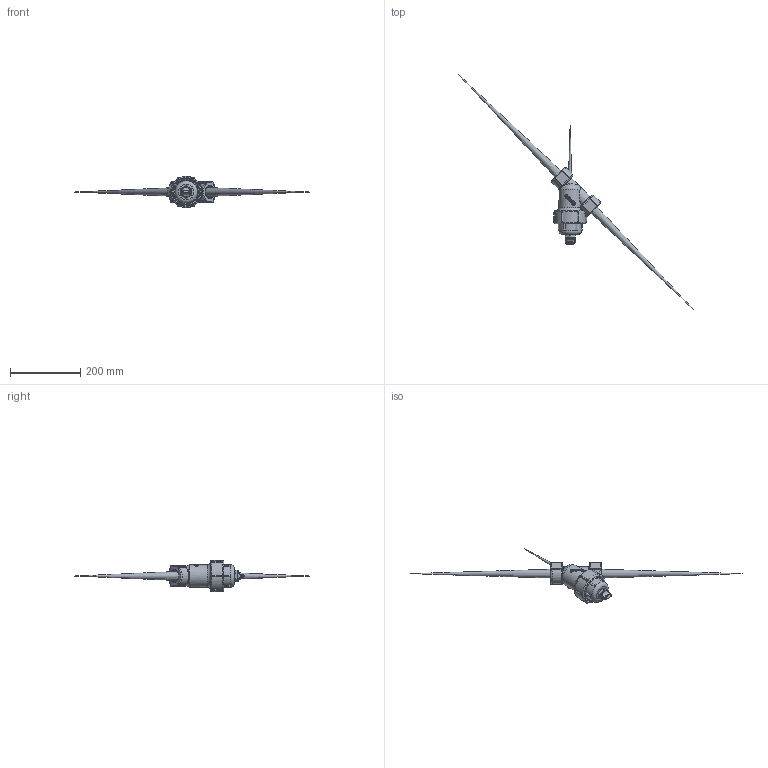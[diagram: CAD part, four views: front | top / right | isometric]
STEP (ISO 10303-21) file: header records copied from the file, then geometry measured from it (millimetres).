
FILE_DESCRIPTION(/* description */ ('1"LINE STRAINER 20 MESH SCREEN'),/* implementation_level */ '2;1');
FILE_NAME(/* name */ 'LS100-20.stp',/* time_stamp */ '2018-07-31T15:38:45-04:00',/* author */ ('MJC'),/* organization */ (''),/* preprocessor_version */ 'ST-DEVELOPER v17',/* originating_system */ 'Autodesk Inventor 2018',/* authorisation */ '');
FILE_SCHEMA (('AUTOMOTIVE_DESIGN { 1 0 10303 214 3 1 1 }'));
Products named in the file (10): LS100-20; LS100-B; LS120; LS100-G; LS100-C1; LS100XC1; 12777; UV15163; LST1200D; CE050D
Assembly tree (9 placements, depth 3):
  LS100-20
    LS100-B
    LS120
    LS100-G
    LS100-C1
      LS100XC1
      12777
      UV15163
    LST1200D
    CE050D
Bounding box: 669.7 x 669.7 x 88.9 mm (x, y, z)
Volume: 421701.2 mm3; surface area: 330887.3 mm2
Topology: 8 solids, 8 shells, 2294 faces, 6145 edges, 3993 vertices
Faces by surface type: plane 1203, bspline 576, cylinder 328, cone 78, sphere 55, torus 54
Full cylindrical faces by diameter (mm): 12.7 x2, 25.527 x1, 28.702 x3, 31.75 x1, 36.83 x1, 42.418 x1, 53.34 x1, 53.594 x1, 57.15 x1, 59.436 x1, 60.223 x1, 62.992 x1, 63.5 x1, 68.58 x3, 71.104 x2, 75.454 x2, 77.978 x3, 88.9 x1
Entity records: 114247 total; most frequent: CARTESIAN_POINT 59508, ORIENTED_EDGE 12202, DIRECTION 9123, EDGE_CURVE 6101, VERTEX_POINT 3985, LINE 3371, VECTOR 3371, AXIS2_PLACEMENT_3D 2876
